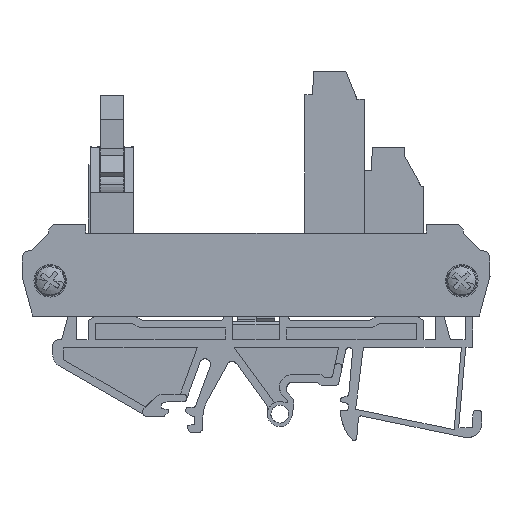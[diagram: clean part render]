
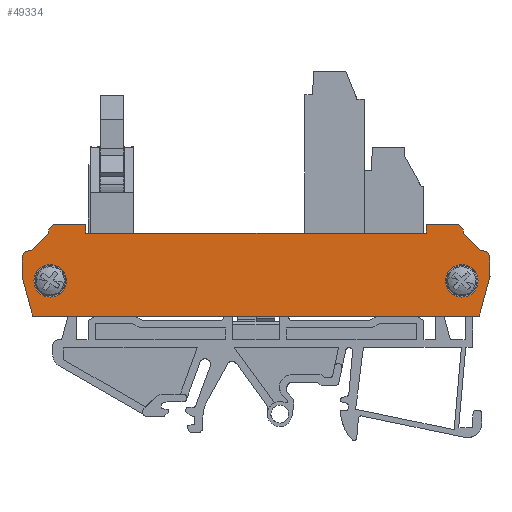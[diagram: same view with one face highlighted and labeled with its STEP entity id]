
A CAD part, left-side view. The second image highlights one B-rep face of the part: STEP entity #49334.
In plain terms, the highlighted planar face has unit normal (-1, 0, 0).
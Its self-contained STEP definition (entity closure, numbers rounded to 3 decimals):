
#16776=AXIS2_PLACEMENT_3D('Circle Axis2P3D',#16774,#16775,$) ;
#16808=AXIS2_PLACEMENT_3D('Circle Axis2P3D',#16806,#16807,$) ;
#18385=AXIS2_PLACEMENT_3D('Circle Axis2P3D',#18383,#18384,$) ;
#18426=AXIS2_PLACEMENT_3D('Circle Axis2P3D',#18424,#18425,$) ;
#27493=AXIS2_PLACEMENT_3D('Circle Axis2P3D',#27491,#27492,$) ;
#27523=AXIS2_PLACEMENT_3D('Circle Axis2P3D',#27521,#27522,$) ;
#27557=AXIS2_PLACEMENT_3D('Circle Axis2P3D',#27555,#27556,$) ;
#27587=AXIS2_PLACEMENT_3D('Circle Axis2P3D',#27585,#27586,$) ;
#49240=AXIS2_PLACEMENT_3D('Plane Axis2P3D',#49237,#49238,#49239) ;
#16771=CARTESIAN_POINT('Vertex',(0.,6.37,39.852)) ;
#16774=CARTESIAN_POINT('Axis2P3D Location',(0.,6.37,38.352)) ;
#16778=CARTESIAN_POINT('Vertex',(0.,4.87,38.352)) ;
#16803=CARTESIAN_POINT('Vertex',(0.,1.723,34.975)) ;
#16806=CARTESIAN_POINT('Axis2P3D Location',(0.,1.5,33.492)) ;
#16810=CARTESIAN_POINT('Vertex',(0.,0.,33.492)) ;
#18380=CARTESIAN_POINT('Vertex',(0.,81.53,38.352)) ;
#18383=CARTESIAN_POINT('Axis2P3D Location',(0.,80.03,38.352)) ;
#18387=CARTESIAN_POINT('Vertex',(0.,80.03,39.852)) ;
#18421=CARTESIAN_POINT('Vertex',(0.,86.4,33.492)) ;
#18424=CARTESIAN_POINT('Axis2P3D Location',(0.,84.9,33.492)) ;
#18428=CARTESIAN_POINT('Vertex',(0.,84.677,34.975)) ;
#27488=CARTESIAN_POINT('Vertex',(0.,8.2,29.452)) ;
#27491=CARTESIAN_POINT('Axis2P3D Location',(0.,5.2,29.452)) ;
#27495=CARTESIAN_POINT('Vertex',(0.,2.2,29.452)) ;
#27521=CARTESIAN_POINT('Axis2P3D Location',(0.,5.2,29.452)) ;
#27552=CARTESIAN_POINT('Vertex',(0.,84.2,29.452)) ;
#27555=CARTESIAN_POINT('Axis2P3D Location',(0.,81.2,29.452)) ;
#27559=CARTESIAN_POINT('Vertex',(0.,78.2,29.452)) ;
#27585=CARTESIAN_POINT('Axis2P3D Location',(0.,81.2,29.452)) ;
#48082=CARTESIAN_POINT('Vertex',(0.,81.53,38.122)) ;
#48090=CARTESIAN_POINT('Line Origine',(0.,83.103,36.549)) ;
#48119=CARTESIAN_POINT('Vertex',(0.,86.4,30.284)) ;
#48122=CARTESIAN_POINT('Line Origine',(0.,86.4,31.888)) ;
#48151=CARTESIAN_POINT('Vertex',(0.,84.435,22.952)) ;
#48154=CARTESIAN_POINT('Line Origine',(0.,85.418,26.618)) ;
#48275=CARTESIAN_POINT('Line Origine',(0.,81.53,38.237)) ;
#49237=CARTESIAN_POINT('Axis2P3D Location',(0.,1.5,33.492)) ;
#49242=CARTESIAN_POINT('Line Origine',(0.,3.297,36.549)) ;
#49246=CARTESIAN_POINT('Vertex',(0.,4.87,38.122)) ;
#49249=CARTESIAN_POINT('Line Origine',(0.,4.87,38.237)) ;
#49254=CARTESIAN_POINT('Line Origine',(0.,9.085,39.852)) ;
#49258=CARTESIAN_POINT('Vertex',(0.,11.8,39.852)) ;
#49261=CARTESIAN_POINT('Line Origine',(0.,11.8,39.052)) ;
#49265=CARTESIAN_POINT('Vertex',(0.,11.8,38.252)) ;
#49268=CARTESIAN_POINT('Line Origine',(0.,43.2,38.252)) ;
#49272=CARTESIAN_POINT('Vertex',(0.,74.6,38.252)) ;
#49275=CARTESIAN_POINT('Line Origine',(0.,74.6,39.052)) ;
#49279=CARTESIAN_POINT('Vertex',(0.,74.6,39.852)) ;
#49282=CARTESIAN_POINT('Line Origine',(0.,77.315,39.852)) ;
#49287=CARTESIAN_POINT('Line Origine',(0.,43.2,22.952)) ;
#49291=CARTESIAN_POINT('Vertex',(0.,1.965,22.952)) ;
#49294=CARTESIAN_POINT('Line Origine',(0.,0.982,26.618)) ;
#49298=CARTESIAN_POINT('Vertex',(0.,0.,30.284)) ;
#49301=CARTESIAN_POINT('Line Origine',(0.,0.,31.888)) ;
#16775=DIRECTION('Axis2P3D Direction',(1.,0.,0.)) ;
#16807=DIRECTION('Axis2P3D Direction',(1.,0.,0.)) ;
#18384=DIRECTION('Axis2P3D Direction',(1.,0.,0.)) ;
#18425=DIRECTION('Axis2P3D Direction',(1.,0.,0.)) ;
#27492=DIRECTION('Axis2P3D Direction',(-1.,0.,0.)) ;
#27522=DIRECTION('Axis2P3D Direction',(-1.,0.,0.)) ;
#27556=DIRECTION('Axis2P3D Direction',(-1.,0.,0.)) ;
#27586=DIRECTION('Axis2P3D Direction',(-1.,0.,0.)) ;
#48091=DIRECTION('Vector Direction',(0.,-0.707,0.707)) ;
#48123=DIRECTION('Vector Direction',(0.,0.,1.)) ;
#48155=DIRECTION('Vector Direction',(0.,0.259,0.966)) ;
#48276=DIRECTION('Vector Direction',(0.,0.,-1.)) ;
#49238=DIRECTION('Axis2P3D Direction',(1.,0.,0.)) ;
#49239=DIRECTION('Axis2P3D XDirection',(0.,1.,0.)) ;
#49243=DIRECTION('Vector Direction',(0.,-0.707,-0.707)) ;
#49250=DIRECTION('Vector Direction',(0.,0.,1.)) ;
#49255=DIRECTION('Vector Direction',(0.,-1.,0.)) ;
#49262=DIRECTION('Vector Direction',(0.,0.,1.)) ;
#49269=DIRECTION('Vector Direction',(0.,-1.,0.)) ;
#49276=DIRECTION('Vector Direction',(0.,0.,-1.)) ;
#49283=DIRECTION('Vector Direction',(0.,-1.,0.)) ;
#49288=DIRECTION('Vector Direction',(0.,1.,0.)) ;
#49295=DIRECTION('Vector Direction',(0.,0.259,-0.966)) ;
#49302=DIRECTION('Vector Direction',(0.,0.,-1.)) ;
#48092=VECTOR('Line Direction',#48091,1.) ;
#48124=VECTOR('Line Direction',#48123,1.) ;
#48156=VECTOR('Line Direction',#48155,1.) ;
#48277=VECTOR('Line Direction',#48276,1.) ;
#49244=VECTOR('Line Direction',#49243,1.) ;
#49251=VECTOR('Line Direction',#49250,1.) ;
#49256=VECTOR('Line Direction',#49255,1.) ;
#49263=VECTOR('Line Direction',#49262,1.) ;
#49270=VECTOR('Line Direction',#49269,1.) ;
#49277=VECTOR('Line Direction',#49276,1.) ;
#49284=VECTOR('Line Direction',#49283,1.) ;
#49289=VECTOR('Line Direction',#49288,1.) ;
#49296=VECTOR('Line Direction',#49295,1.) ;
#49303=VECTOR('Line Direction',#49302,1.) ;
#49307=ORIENTED_EDGE('',*,*,#49248,.F.) ;
#49308=ORIENTED_EDGE('',*,*,#49253,.T.) ;
#49309=ORIENTED_EDGE('',*,*,#16780,.F.) ;
#49310=ORIENTED_EDGE('',*,*,#49260,.F.) ;
#49311=ORIENTED_EDGE('',*,*,#49267,.F.) ;
#49312=ORIENTED_EDGE('',*,*,#49274,.F.) ;
#49313=ORIENTED_EDGE('',*,*,#49281,.F.) ;
#49314=ORIENTED_EDGE('',*,*,#49286,.F.) ;
#49315=ORIENTED_EDGE('',*,*,#18389,.F.) ;
#49316=ORIENTED_EDGE('',*,*,#48279,.T.) ;
#49317=ORIENTED_EDGE('',*,*,#48094,.F.) ;
#49318=ORIENTED_EDGE('',*,*,#18430,.F.) ;
#49319=ORIENTED_EDGE('',*,*,#48126,.F.) ;
#49320=ORIENTED_EDGE('',*,*,#48158,.F.) ;
#49321=ORIENTED_EDGE('',*,*,#49293,.F.) ;
#49322=ORIENTED_EDGE('',*,*,#49300,.F.) ;
#49323=ORIENTED_EDGE('',*,*,#49305,.F.) ;
#49324=ORIENTED_EDGE('',*,*,#16812,.F.) ;
#49327=ORIENTED_EDGE('',*,*,#27525,.F.) ;
#49328=ORIENTED_EDGE('',*,*,#27497,.F.) ;
#49331=ORIENTED_EDGE('',*,*,#27589,.F.) ;
#49332=ORIENTED_EDGE('',*,*,#27561,.F.) ;
#49329=FACE_BOUND('',#49326,.T.) ;
#49333=FACE_BOUND('',#49330,.T.) ;
#49334=ADVANCED_FACE('NONE',(#49325,#49329,#49333),#49241,.F.) ;
#16777=CIRCLE('generated circle',#16776,1.5) ;
#16809=CIRCLE('generated circle',#16808,1.5) ;
#18386=CIRCLE('generated circle',#18385,1.5) ;
#18427=CIRCLE('generated circle',#18426,1.5) ;
#27494=CIRCLE('generated circle',#27493,3.) ;
#27524=CIRCLE('generated circle',#27523,3.) ;
#27558=CIRCLE('generated circle',#27557,3.) ;
#27588=CIRCLE('generated circle',#27587,3.) ;
#16780=EDGE_CURVE('',#16772,#16779,#16777,.T.) ;
#16812=EDGE_CURVE('',#16804,#16811,#16809,.T.) ;
#18389=EDGE_CURVE('',#18381,#18388,#18386,.T.) ;
#18430=EDGE_CURVE('',#18422,#18429,#18427,.T.) ;
#27497=EDGE_CURVE('',#27489,#27496,#27494,.T.) ;
#27525=EDGE_CURVE('',#27496,#27489,#27524,.T.) ;
#27561=EDGE_CURVE('',#27553,#27560,#27558,.T.) ;
#27589=EDGE_CURVE('',#27560,#27553,#27588,.T.) ;
#48094=EDGE_CURVE('',#18429,#48083,#48093,.T.) ;
#48126=EDGE_CURVE('',#48120,#18422,#48125,.T.) ;
#48158=EDGE_CURVE('',#48152,#48120,#48157,.T.) ;
#48279=EDGE_CURVE('',#18381,#48083,#48278,.T.) ;
#49248=EDGE_CURVE('',#49247,#16804,#49245,.T.) ;
#49253=EDGE_CURVE('',#49247,#16779,#49252,.T.) ;
#49260=EDGE_CURVE('',#49259,#16772,#49257,.T.) ;
#49267=EDGE_CURVE('',#49266,#49259,#49264,.T.) ;
#49274=EDGE_CURVE('',#49273,#49266,#49271,.T.) ;
#49281=EDGE_CURVE('',#49280,#49273,#49278,.T.) ;
#49286=EDGE_CURVE('',#18388,#49280,#49285,.T.) ;
#49293=EDGE_CURVE('',#49292,#48152,#49290,.T.) ;
#49300=EDGE_CURVE('',#49299,#49292,#49297,.T.) ;
#49305=EDGE_CURVE('',#16811,#49299,#49304,.T.) ;
#49306=EDGE_LOOP('',(#49307,#49308,#49309,#49310,#49311,#49312,#49313,#49314,#49315,#49316,#49317,#49318,#49319,#49320,#49321,#49322,#49323,#49324)) ;
#49326=EDGE_LOOP('',(#49327,#49328)) ;
#49330=EDGE_LOOP('',(#49331,#49332)) ;
#49325=FACE_OUTER_BOUND('',#49306,.T.) ;
#48093=LINE('Line',#48090,#48092) ;
#48125=LINE('Line',#48122,#48124) ;
#48157=LINE('Line',#48154,#48156) ;
#48278=LINE('Line',#48275,#48277) ;
#49245=LINE('Line',#49242,#49244) ;
#49252=LINE('Line',#49249,#49251) ;
#49257=LINE('Line',#49254,#49256) ;
#49264=LINE('Line',#49261,#49263) ;
#49271=LINE('Line',#49268,#49270) ;
#49278=LINE('Line',#49275,#49277) ;
#49285=LINE('Line',#49282,#49284) ;
#49290=LINE('Line',#49287,#49289) ;
#49297=LINE('Line',#49294,#49296) ;
#49304=LINE('Line',#49301,#49303) ;
#49241=PLANE('',#49240) ;
#16772=VERTEX_POINT('',#16771) ;
#16779=VERTEX_POINT('',#16778) ;
#16804=VERTEX_POINT('',#16803) ;
#16811=VERTEX_POINT('',#16810) ;
#18381=VERTEX_POINT('',#18380) ;
#18388=VERTEX_POINT('',#18387) ;
#18422=VERTEX_POINT('',#18421) ;
#18429=VERTEX_POINT('',#18428) ;
#27489=VERTEX_POINT('',#27488) ;
#27496=VERTEX_POINT('',#27495) ;
#27553=VERTEX_POINT('',#27552) ;
#27560=VERTEX_POINT('',#27559) ;
#48083=VERTEX_POINT('',#48082) ;
#48120=VERTEX_POINT('',#48119) ;
#48152=VERTEX_POINT('',#48151) ;
#49247=VERTEX_POINT('',#49246) ;
#49259=VERTEX_POINT('',#49258) ;
#49266=VERTEX_POINT('',#49265) ;
#49273=VERTEX_POINT('',#49272) ;
#49280=VERTEX_POINT('',#49279) ;
#49292=VERTEX_POINT('',#49291) ;
#49299=VERTEX_POINT('',#49298) ;
